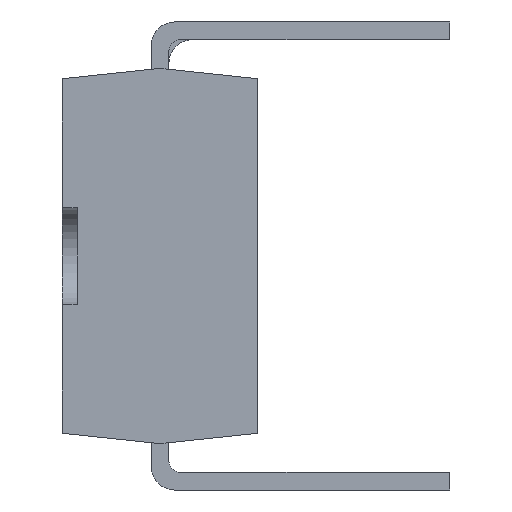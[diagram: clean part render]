
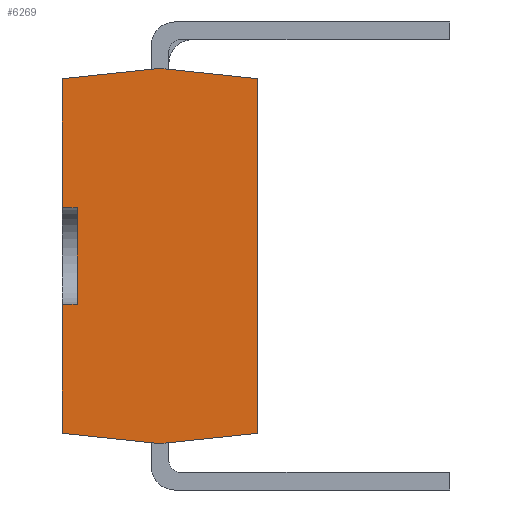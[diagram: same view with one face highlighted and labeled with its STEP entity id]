
A CAD part, left-side view. The second image highlights one B-rep face of the part: STEP entity #6269.
In plain terms, the highlighted planar face has unit normal (-1, 0, 0).
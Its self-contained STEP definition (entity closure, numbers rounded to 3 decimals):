
#56=PLANE('',#6659);
#334=FACE_OUTER_BOUND('',#688,.T.);
#688=EDGE_LOOP('',(#4324,#4325,#4326,#4327,#4328,#4329,#4330,#4331,#4332,
#4333));
#1040=LINE('',#8969,#1822);
#1041=LINE('',#8972,#1823);
#1042=LINE('',#8974,#1824);
#1043=LINE('',#8977,#1825);
#1044=LINE('',#8979,#1826);
#1045=LINE('',#8981,#1827);
#1046=LINE('',#8983,#1828);
#1047=LINE('',#8985,#1829);
#1048=LINE('',#8987,#1830);
#1049=LINE('',#8988,#1831);
#1822=VECTOR('',#7169,10.);
#1823=VECTOR('',#7172,10.);
#1824=VECTOR('',#7175,10.);
#1825=VECTOR('',#7178,10.);
#1826=VECTOR('',#7179,10.);
#1827=VECTOR('',#7180,10.);
#1828=VECTOR('',#7181,10.);
#1829=VECTOR('',#7182,10.);
#1830=VECTOR('',#7183,10.);
#1831=VECTOR('',#7184,10.);
#2758=VERTEX_POINT('',#8965);
#2759=VERTEX_POINT('',#8966);
#2760=VERTEX_POINT('',#8968);
#2761=VERTEX_POINT('',#8970);
#2762=VERTEX_POINT('',#8976);
#2763=VERTEX_POINT('',#8978);
#2764=VERTEX_POINT('',#8980);
#2765=VERTEX_POINT('',#8982);
#2766=VERTEX_POINT('',#8984);
#2767=VERTEX_POINT('',#8986);
#3383=EDGE_CURVE('',#2760,#2758,#1040,.T.);
#3385=EDGE_CURVE('',#2759,#2761,#1041,.T.);
#3386=EDGE_CURVE('',#2761,#2760,#1042,.T.);
#3387=EDGE_CURVE('',#2762,#2758,#1043,.T.);
#3388=EDGE_CURVE('',#2762,#2763,#1044,.T.);
#3389=EDGE_CURVE('',#2764,#2763,#1045,.T.);
#3390=EDGE_CURVE('',#2764,#2765,#1046,.T.);
#3391=EDGE_CURVE('',#2765,#2766,#1047,.T.);
#3392=EDGE_CURVE('',#2767,#2766,#1048,.T.);
#3393=EDGE_CURVE('',#2759,#2767,#1049,.T.);
#4324=ORIENTED_EDGE('',*,*,#3385,.T.);
#4325=ORIENTED_EDGE('',*,*,#3386,.T.);
#4326=ORIENTED_EDGE('',*,*,#3383,.T.);
#4327=ORIENTED_EDGE('',*,*,#3387,.F.);
#4328=ORIENTED_EDGE('',*,*,#3388,.T.);
#4329=ORIENTED_EDGE('',*,*,#3389,.F.);
#4330=ORIENTED_EDGE('',*,*,#3390,.T.);
#4331=ORIENTED_EDGE('',*,*,#3391,.T.);
#4332=ORIENTED_EDGE('',*,*,#3392,.F.);
#4333=ORIENTED_EDGE('',*,*,#3393,.F.);
#6269=ADVANCED_FACE('',(#334),#56,.F.);
#6659=AXIS2_PLACEMENT_3D('',#8975,#7176,#7177);
#7169=DIRECTION('',(0.,1.,0.));
#7172=DIRECTION('',(0.,-1.,0.));
#7175=DIRECTION('',(0.,0.,-1.));
#7176=DIRECTION('center_axis',(1.,0.,0.));
#7177=DIRECTION('ref_axis',(0.,0.,-1.));
#7178=DIRECTION('',(0.,0.,1.));
#7179=DIRECTION('',(0.,-0.994,-0.105));
#7180=DIRECTION('',(0.,0.994,-0.105));
#7181=DIRECTION('',(0.,0.,1.));
#7182=DIRECTION('',(0.,0.994,0.105));
#7183=DIRECTION('',(0.,-0.994,0.105));
#7184=DIRECTION('',(0.,0.,1.));
#8965=CARTESIAN_POINT('',(-12.52,4.55,-0.82));
#8966=CARTESIAN_POINT('',(-12.52,4.55,0.82));
#8968=CARTESIAN_POINT('',(-12.52,4.3,-0.82));
#8969=CARTESIAN_POINT('',(-12.52,4.55,-0.82));
#8970=CARTESIAN_POINT('',(-12.52,4.3,0.82));
#8972=CARTESIAN_POINT('',(-12.52,4.55,0.82));
#8974=CARTESIAN_POINT('',(-12.52,4.3,0.));
#8975=CARTESIAN_POINT('Origin',(-12.52,2.9,0.));
#8976=CARTESIAN_POINT('',(-12.52,4.55,-3.));
#8977=CARTESIAN_POINT('',(-12.52,4.55,0.));
#8978=CARTESIAN_POINT('',(-12.52,2.9,-3.175));
#8979=CARTESIAN_POINT('',(-12.52,4.55,-3.));
#8980=CARTESIAN_POINT('',(-12.52,1.25,-3.));
#8981=CARTESIAN_POINT('',(-12.52,1.25,-3.));
#8982=CARTESIAN_POINT('',(-12.52,1.25,3.));
#8983=CARTESIAN_POINT('',(-12.52,1.25,0.));
#8984=CARTESIAN_POINT('',(-12.52,2.9,3.175));
#8985=CARTESIAN_POINT('',(-12.52,1.25,3.));
#8986=CARTESIAN_POINT('',(-12.52,4.55,3.));
#8987=CARTESIAN_POINT('',(-12.52,4.55,3.));
#8988=CARTESIAN_POINT('',(-12.52,4.55,0.));
